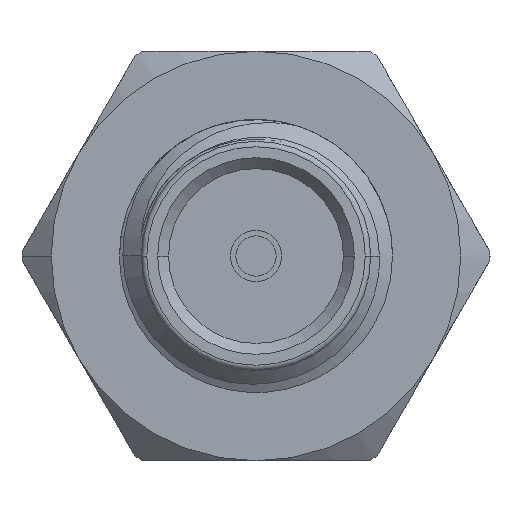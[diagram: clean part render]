
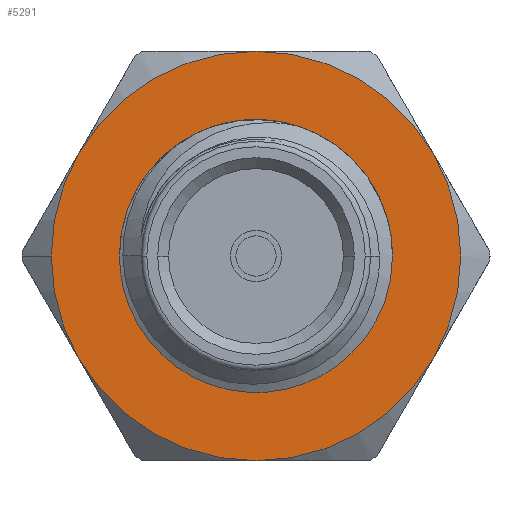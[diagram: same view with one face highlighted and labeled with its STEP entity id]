
A CAD part, left-side view. The second image highlights one B-rep face of the part: STEP entity #5291.
In plain terms, the highlighted planar face has unit normal (-1, 0, 0).
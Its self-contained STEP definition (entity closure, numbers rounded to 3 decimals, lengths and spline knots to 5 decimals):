
#165 = DIRECTION ( 'NONE',  ( 0., 1., 0. ) ) ;
#381 = ORIENTED_EDGE ( 'NONE', *, *, #1641, .F. ) ;
#395 = DIRECTION ( 'NONE',  ( 1., 0., 0. ) ) ;
#1179 = VERTEX_POINT ( 'NONE', #33774 ) ;
#1531 = CARTESIAN_POINT ( 'NONE',  ( 0.235, 0., 0. ) ) ;
#1641 = EDGE_CURVE ( 'NONE', #4039, #7329, #8695, .T. ) ;
#2025 = CARTESIAN_POINT ( 'NONE',  ( 0.235, -0.16238, 0.09375 ) ) ;
#2084 = CARTESIAN_POINT ( 'NONE',  ( 0.235, 0.16238, 0.09375 ) ) ;
#3461 = ORIENTED_EDGE ( 'NONE', *, *, #37921, .F. ) ;
#3495 = CARTESIAN_POINT ( 'NONE',  ( 0.235, 0., 0. ) ) ;
#4039 = VERTEX_POINT ( 'NONE', #24357 ) ;
#4062 = CARTESIAN_POINT ( 'NONE',  ( 0.235, 0.1875, 0. ) ) ;
#4494 = CIRCLE ( 'NONE', #19536, 0.1875 ) ;
#4608 = AXIS2_PLACEMENT_3D ( 'NONE', #24535, #25055, #18390 ) ;
#4729 = EDGE_CURVE ( 'NONE', #37320, #4039, #6699, .T. ) ;
#5285 = EDGE_LOOP ( 'NONE', ( #19608, #37711 ) ) ;
#5291 = ADVANCED_FACE ( 'NONE', ( #32420, #38681 ), #39836, .F. ) ;
#5324 = AXIS2_PLACEMENT_3D ( 'NONE', #36062, #20601, #18011 ) ;
#5569 = CIRCLE ( 'NONE', #19656, 0.105 ) ;
#5682 = AXIS2_PLACEMENT_3D ( 'NONE', #33278, #36361, #33796 ) ;
#5769 = CARTESIAN_POINT ( 'NONE',  ( 0.235, -0.105, 0. ) ) ;
#5819 = DIRECTION ( 'NONE',  ( 1., 0., 0. ) ) ;
#6699 = CIRCLE ( 'NONE', #5324, 0.1875 ) ;
#7329 = VERTEX_POINT ( 'NONE', #28708 ) ;
#8045 = CARTESIAN_POINT ( 'NONE',  ( 0.235, 0., 0. ) ) ;
#8104 = DIRECTION ( 'NONE',  ( 0., 1., 0. ) ) ;
#8695 = CIRCLE ( 'NONE', #11256, 0.1875 ) ;
#9144 = ORIENTED_EDGE ( 'NONE', *, *, #23360, .F. ) ;
#9439 = DIRECTION ( 'NONE',  ( 0., 1., 0. ) ) ;
#9505 = ORIENTED_EDGE ( 'NONE', *, *, #31956, .F. ) ;
#9837 = DIRECTION ( 'NONE',  ( 0., 1., 0. ) ) ;
#11256 = AXIS2_PLACEMENT_3D ( 'NONE', #33868, #28038, #9439 ) ;
#11805 = CIRCLE ( 'NONE', #24690, 0.1875 ) ;
#14906 = CARTESIAN_POINT ( 'NONE',  ( 0.235, 0., 0. ) ) ;
#15077 = CIRCLE ( 'NONE', #4608, 0.105 ) ;
#15369 = EDGE_CURVE ( 'NONE', #30757, #1179, #5569, .T. ) ;
#17706 = EDGE_LOOP ( 'NONE', ( #9144, #33748, #381, #36091, #24305, #3461, #9505 ) ) ;
#18011 = DIRECTION ( 'NONE',  ( 0., 1., 0. ) ) ;
#18135 = CARTESIAN_POINT ( 'NONE',  ( 0.235, 0., 0.1875 ) ) ;
#18390 = DIRECTION ( 'NONE',  ( 0., -1., 0. ) ) ;
#18686 = DIRECTION ( 'NONE',  ( 1., 0., 0. ) ) ;
#19234 = AXIS2_PLACEMENT_3D ( 'NONE', #1531, #29738, #35676 ) ;
#19324 = EDGE_CURVE ( 'NONE', #7329, #31329, #11805, .T. ) ;
#19536 = AXIS2_PLACEMENT_3D ( 'NONE', #38983, #35892, #8104 ) ;
#19608 = ORIENTED_EDGE ( 'NONE', *, *, #15369, .F. ) ;
#19656 = AXIS2_PLACEMENT_3D ( 'NONE', #8045, #29888, #38918 ) ;
#20601 = DIRECTION ( 'NONE',  ( 1., 0., 0. ) ) ;
#20732 = VERTEX_POINT ( 'NONE', #4062 ) ;
#22164 = AXIS2_PLACEMENT_3D ( 'NONE', #37243, #18686, #165 ) ;
#23360 = EDGE_CURVE ( 'NONE', #31329, #20732, #26828, .T. ) ;
#24305 = ORIENTED_EDGE ( 'NONE', *, *, #24963, .F. ) ;
#24357 = CARTESIAN_POINT ( 'NONE',  ( 0.235, -0.16238, -0.09375 ) ) ;
#24358 = AXIS2_PLACEMENT_3D ( 'NONE', #3495, #395, #9837 ) ;
#24535 = CARTESIAN_POINT ( 'NONE',  ( 0.235, 0., 0. ) ) ;
#24690 = AXIS2_PLACEMENT_3D ( 'NONE', #14906, #5819, #27240 ) ;
#24963 = EDGE_CURVE ( 'NONE', #31018, #37320, #4494, .T. ) ;
#25055 = DIRECTION ( 'NONE',  ( -1., 0., 0. ) ) ;
#25192 = CARTESIAN_POINT ( 'NONE',  ( 0.235, 0.16238, -0.09375 ) ) ;
#26828 = CIRCLE ( 'NONE', #19234, 0.1875 ) ;
#27240 = DIRECTION ( 'NONE',  ( 0., 1., 0. ) ) ;
#28038 = DIRECTION ( 'NONE',  ( 1., 0., 0. ) ) ;
#28708 = CARTESIAN_POINT ( 'NONE',  ( 0.235, 0., -0.1875 ) ) ;
#28720 = CIRCLE ( 'NONE', #24358, 0.1875 ) ;
#29738 = DIRECTION ( 'NONE',  ( 1., 0., 0. ) ) ;
#29888 = DIRECTION ( 'NONE',  ( -1., 0., 0. ) ) ;
#30757 = VERTEX_POINT ( 'NONE', #5769 ) ;
#31018 = VERTEX_POINT ( 'NONE', #18135 ) ;
#31329 = VERTEX_POINT ( 'NONE', #25192 ) ;
#31956 = EDGE_CURVE ( 'NONE', #20732, #37714, #28720, .T. ) ;
#32420 = FACE_BOUND ( 'NONE', #5285, .T. ) ;
#32973 = CIRCLE ( 'NONE', #5682, 0.1875 ) ;
#33278 = CARTESIAN_POINT ( 'NONE',  ( 0.235, 0., 0. ) ) ;
#33748 = ORIENTED_EDGE ( 'NONE', *, *, #19324, .F. ) ;
#33774 = CARTESIAN_POINT ( 'NONE',  ( 0.235, 0.105, 0. ) ) ;
#33796 = DIRECTION ( 'NONE',  ( 0., 1., 0. ) ) ;
#33868 = CARTESIAN_POINT ( 'NONE',  ( 0.235, 0., 0. ) ) ;
#34818 = EDGE_CURVE ( 'NONE', #1179, #30757, #15077, .T. ) ;
#35676 = DIRECTION ( 'NONE',  ( 0., 1., 0. ) ) ;
#35892 = DIRECTION ( 'NONE',  ( 1., 0., 0. ) ) ;
#36062 = CARTESIAN_POINT ( 'NONE',  ( 0.235, 0., 0. ) ) ;
#36091 = ORIENTED_EDGE ( 'NONE', *, *, #4729, .F. ) ;
#36361 = DIRECTION ( 'NONE',  ( 1., 0., 0. ) ) ;
#37243 = CARTESIAN_POINT ( 'NONE',  ( 0.235, 0.105, 0. ) ) ;
#37320 = VERTEX_POINT ( 'NONE', #2025 ) ;
#37711 = ORIENTED_EDGE ( 'NONE', *, *, #34818, .F. ) ;
#37714 = VERTEX_POINT ( 'NONE', #2084 ) ;
#37921 = EDGE_CURVE ( 'NONE', #37714, #31018, #32973, .T. ) ;
#38681 = FACE_OUTER_BOUND ( 'NONE', #17706, .T. ) ;
#38918 = DIRECTION ( 'NONE',  ( 0., -1., 0. ) ) ;
#38983 = CARTESIAN_POINT ( 'NONE',  ( 0.235, 0., 0. ) ) ;
#39836 = PLANE ( 'NONE',  #22164 ) ;
